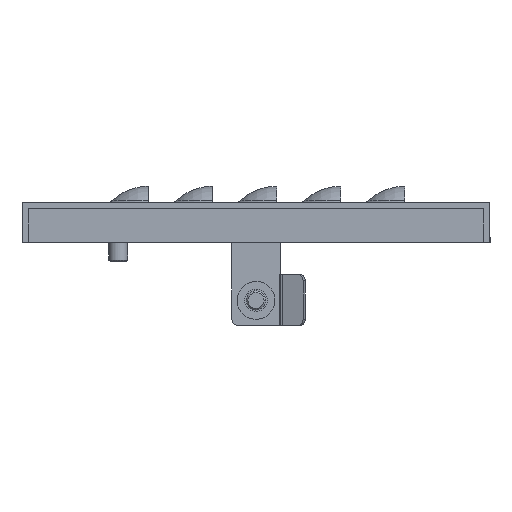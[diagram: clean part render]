
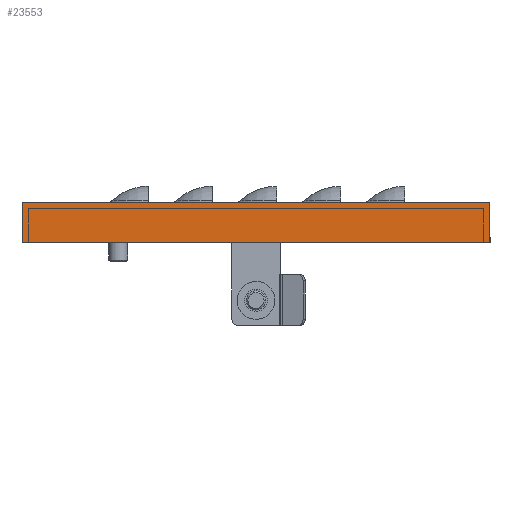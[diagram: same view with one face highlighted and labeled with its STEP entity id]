
A CAD part, left-side view. The second image highlights one B-rep face of the part: STEP entity #23553.
In plain terms, the highlighted planar face has unit normal (-1, 0, 0).
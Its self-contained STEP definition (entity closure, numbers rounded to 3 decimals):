
#201 = CARTESIAN_POINT ( 'NONE',  ( -595., -73., -2. ) ) ;
#542 = CARTESIAN_POINT ( 'NONE',  ( -595., -146., 2.928 ) ) ;
#655 = VERTEX_POINT ( 'NONE', #2648 ) ;
#1878 = DIRECTION ( 'NONE',  ( 0., 0., 1. ) ) ;
#1994 = PLANE ( 'NONE',  #7312 ) ;
#2541 = LINE ( 'NONE', #15694, #8227 ) ;
#2635 = ORIENTED_EDGE ( 'NONE', *, *, #12239, .T. ) ;
#2648 = CARTESIAN_POINT ( 'NONE',  ( -595., 0., -12.5 ) ) ;
#3824 = DIRECTION ( 'NONE',  ( 0., -1., 0. ) ) ;
#3901 = FACE_OUTER_BOUND ( 'NONE', #15511, .T. ) ;
#3952 = CARTESIAN_POINT ( 'NONE',  ( -595., -73., -12.5 ) ) ;
#3957 = LINE ( 'NONE', #21587, #12899 ) ;
#4553 = CARTESIAN_POINT ( 'NONE',  ( -595., -146., -12.5 ) ) ;
#4984 = VERTEX_POINT ( 'NONE', #4553 ) ;
#7312 = AXIS2_PLACEMENT_3D ( 'NONE', #201, #21526, #1878 ) ;
#7794 = LINE ( 'NONE', #3952, #14296 ) ;
#8227 = VECTOR ( 'NONE', #16060, 1000. ) ;
#11023 = EDGE_CURVE ( 'NONE', #655, #4984, #7794, .T. ) ;
#11639 = VERTEX_POINT ( 'NONE', #11961 ) ;
#11961 = CARTESIAN_POINT ( 'NONE',  ( -595., -146., 0. ) ) ;
#12239 = EDGE_CURVE ( 'NONE', #20063, #655, #3957, .T. ) ;
#12287 = LINE ( 'NONE', #542, #13561 ) ;
#12899 = VECTOR ( 'NONE', #13676, 1000. ) ;
#13561 = VECTOR ( 'NONE', #19714, 1000. ) ;
#13676 = DIRECTION ( 'NONE',  ( 0., 0., -1. ) ) ;
#14296 = VECTOR ( 'NONE', #3824, 1000. ) ;
#15511 = EDGE_LOOP ( 'NONE', ( #17117, #2635, #19625, #18902 ) ) ;
#15694 = CARTESIAN_POINT ( 'NONE',  ( -595., -73., 0. ) ) ;
#15996 = EDGE_CURVE ( 'NONE', #11639, #4984, #12287, .T. ) ;
#16060 = DIRECTION ( 'NONE',  ( 0., 1., 0. ) ) ;
#17117 = ORIENTED_EDGE ( 'NONE', *, *, #17915, .T. ) ;
#17915 = EDGE_CURVE ( 'NONE', #11639, #20063, #2541, .T. ) ;
#18902 = ORIENTED_EDGE ( 'NONE', *, *, #15996, .F. ) ;
#19625 = ORIENTED_EDGE ( 'NONE', *, *, #11023, .T. ) ;
#19714 = DIRECTION ( 'NONE',  ( 0., 0., -1. ) ) ;
#20063 = VERTEX_POINT ( 'NONE', #20807 ) ;
#20807 = CARTESIAN_POINT ( 'NONE',  ( -595., 0., 0. ) ) ;
#21526 = DIRECTION ( 'NONE',  ( 1., 0., 0. ) ) ;
#21587 = CARTESIAN_POINT ( 'NONE',  ( -595., 0., 2.928 ) ) ;
#23553 = ADVANCED_FACE ( 'NONE', ( #3901 ), #1994, .F. ) ;
